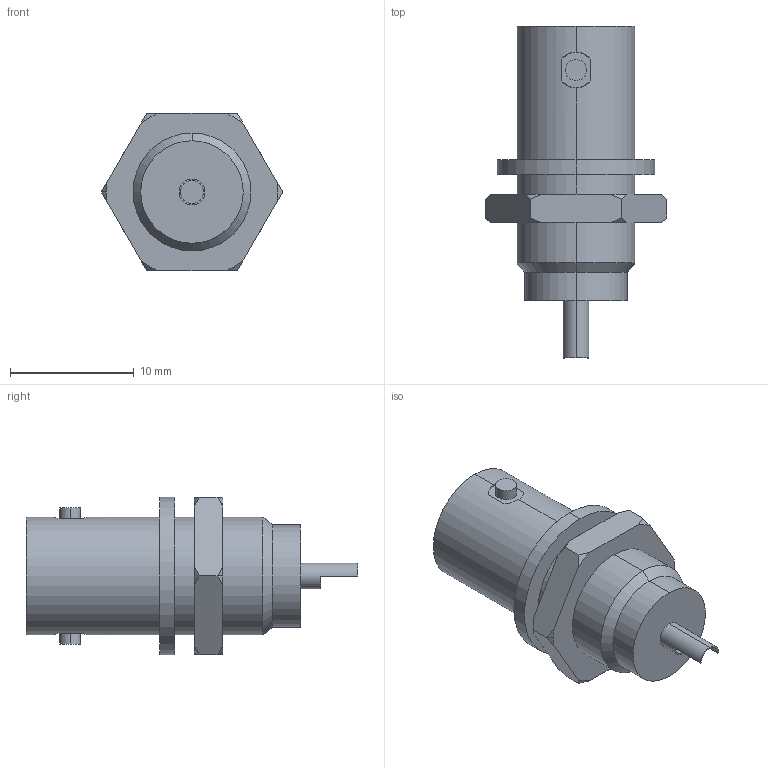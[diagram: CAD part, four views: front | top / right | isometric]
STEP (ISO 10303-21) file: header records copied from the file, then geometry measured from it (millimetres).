
FILE_DESCRIPTION (( 'STEP AP214' ), '1' );
FILE_NAME ('ACX1046-ND_BNC.STEP', '2012-11-12T02:27:07', ( 'ASD' ), ( 'ASD' ), 'SwSTEP 2.0', 'SolidWorks 2012', '' );
FILE_SCHEMA (( 'AUTOMOTIVE_DESIGN' ));
Length unit declared in the file: millimetre
Products named in the file (1): ACX1046-ND_BNC
Bounding box: 14.66 x 26.82 x 12.7 mm (x, y, z)
Volume: 1228.8 mm3; surface area: 1623.4 mm2
Topology: 1 solids, 1 shells, 74 faces, 174 edges, 114 vertices
Faces by surface type: cylinder 32, plane 26, cone 16
Entity records: 2710 total; most frequent: CARTESIAN_POINT 493, DIRECTION 370, ORIENTED_EDGE 348, EDGE_CURVE 174, AXIS2_PLACEMENT_3D 153, VERTEX_POINT 114, EDGE_LOOP 86, CIRCLE 78
